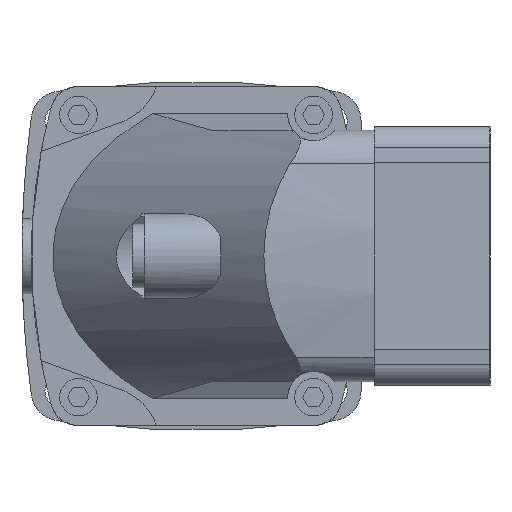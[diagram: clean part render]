
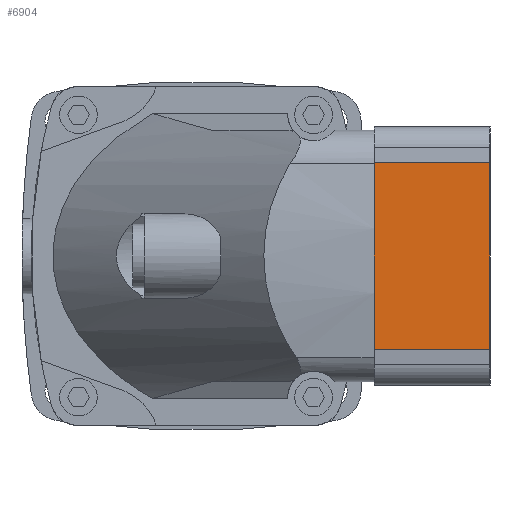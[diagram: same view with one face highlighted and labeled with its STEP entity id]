
A CAD part, left-side view. The second image highlights one B-rep face of the part: STEP entity #6904.
In plain terms, the highlighted face is planar.
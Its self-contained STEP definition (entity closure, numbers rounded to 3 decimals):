
#1696=ORIENTED_EDGE('',*,*,#3269,.F.);
#1697=ORIENTED_EDGE('',*,*,#3268,.F.);
#1698=ORIENTED_EDGE('',*,*,#3270,.T.);
#1699=ORIENTED_EDGE('',*,*,#3271,.T.);
#3268=EDGE_CURVE('',#4123,#4122,#4718,.T.);
#3269=EDGE_CURVE('',#4122,#4124,#4719,.T.);
#3270=EDGE_CURVE('',#4123,#4125,#4720,.T.);
#3271=EDGE_CURVE('',#4125,#4124,#4721,.T.);
#4122=VERTEX_POINT('',#11377);
#4123=VERTEX_POINT('',#11379);
#4124=VERTEX_POINT('',#11383);
#4125=VERTEX_POINT('',#11385);
#4718=LINE('',#11380,#5249);
#4719=LINE('',#11382,#5250);
#4720=LINE('',#11384,#5251);
#4721=LINE('',#11386,#5252);
#5249=VECTOR('',#9028,1000.);
#5250=VECTOR('',#9031,1000.);
#5251=VECTOR('',#9032,1000.);
#5252=VECTOR('',#9033,1000.);
#5747=EDGE_LOOP('',(#1696,#1697,#1698,#1699));
#6248=FACE_BOUND('',#5747,.T.);
#6605=PLANE('',#7565);
#6904=ADVANCED_FACE('',(#6248),#6605,.T.);
#7565=AXIS2_PLACEMENT_3D('',#11381,#9029,#9030);
#9028=DIRECTION('',(0.,-1.,0.));
#9029=DIRECTION('',(0.,0.,1.));
#9030=DIRECTION('',(1.,0.,0.));
#9031=DIRECTION('',(-1.,0.,0.));
#9032=DIRECTION('',(-1.,0.,0.));
#9033=DIRECTION('',(0.,-1.,0.));
#11377=CARTESIAN_POINT('',(39.569,-125.,216.1));
#11379=CARTESIAN_POINT('',(39.569,-75.71,216.1));
#11380=CARTESIAN_POINT('',(39.569,-75.71,216.1));
#11381=CARTESIAN_POINT('',(39.569,-75.71,216.1));
#11382=CARTESIAN_POINT('',(39.569,-125.,216.1));
#11383=CARTESIAN_POINT('',(-39.569,-125.,216.1));
#11384=CARTESIAN_POINT('',(39.569,-75.71,216.1));
#11385=CARTESIAN_POINT('',(-39.569,-75.71,216.1));
#11386=CARTESIAN_POINT('',(-39.569,-75.71,216.1));
